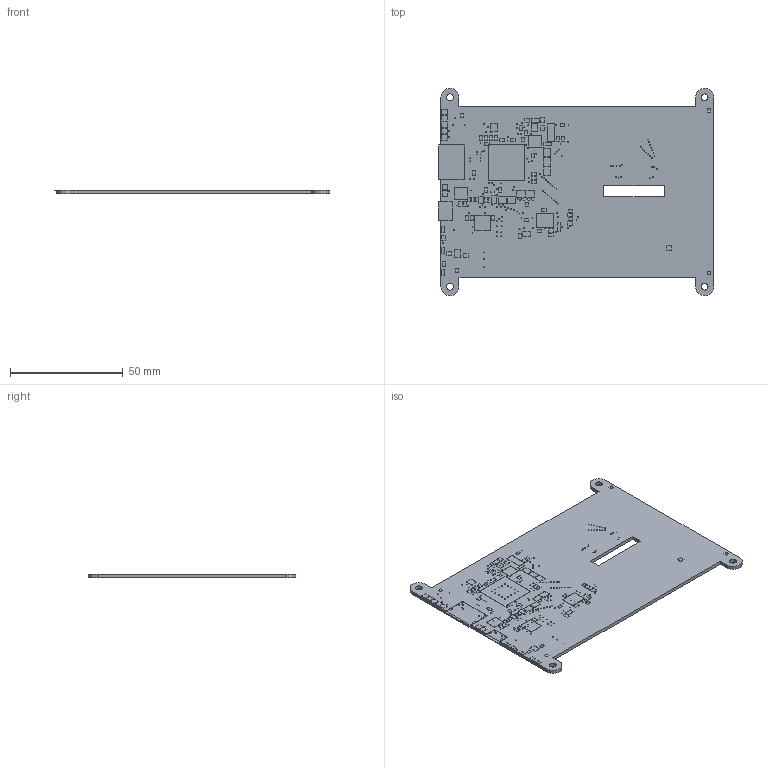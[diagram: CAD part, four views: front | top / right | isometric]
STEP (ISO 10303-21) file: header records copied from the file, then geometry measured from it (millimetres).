
FILE_DESCRIPTION(/* description */ (''),/* implementation_level */ '2;1');
FILE_NAME(/* name */ 'Adafruit 5in HDMI Backpack v2.step',/* time_stamp */ '2019-05-09T20:01:14-04:00',/* author */ ('rdanie14'),/* organization */ (''),/* preprocessor_version */ 'ST-DEVELOPER v18',/* originating_system */ 'Autodesk Translation Framework v8.2.0.1029',/* authorisation */ '');
FILE_SCHEMA (('AUTOMOTIVE_DESIGN { 1 0 10303 214 3 1 1 }'));
Length unit declared in the file: millimetre
Products named in the file (28): Adafruit 5in HDMI Backpack; PCB Component; Board; 47151-0001; TFP401; 1uF; Ferrite; SOLDERJUMPER_ARROW_NOPASTE; MOUNTINGHOLE3.0; FIDUCIAL""; FAN5333BSX; LT1117(3V3); MicroUSB; AR1100; 12MHz; 33; Blue; 15uH; MBR0540; MM3Z24VT1G; BSS138; TFTLCD-KD50G21-40NT-A1; 1X01_SMD_MASKHELD_2X2MM; SOLDERJUMPER_CLOSEDWIRE; 1N4148; 100uF/6V; ADAFRUIT_TEXT_30MM; PCBFEAT-REV-056
Assembly tree (95 placements, depth 3):
  Adafruit 5in HDMI Backpack
    PCB Component
      Board
      47151-0001
      TFP401
      1uF  x33
      Ferrite  x12
      SOLDERJUMPER_ARROW_NOPASTE  x2
      MOUNTINGHOLE3.0  x4
      FIDUCIAL""  x6
      FAN5333BSX  x2
      LT1117(3V3)
      MicroUSB
      AR1100
      12MHz
      33  x7
      Blue  x3
      15uH
      MBR0540
      MM3Z24VT1G
      BSS138
      TFTLCD-KD50G21-40NT-A1
      1X01_SMD_MASKHELD_2X2MM  x7
      SOLDERJUMPER_CLOSEDWIRE  x2
      1N4148
      100uF/6V
      ADAFRUIT_TEXT_30MM
      PCBFEAT-REV-056
Bounding box: 121.85 x 91.8 x 1.67 mm (x, y, z)
Volume: 14515.5 mm3; surface area: 21775.9 mm2
Topology: 88 solids, 88 shells, 771 faces, 1785 edges, 1190 vertices
Faces by surface type: plane 548, cylinder 223
Full cylindrical faces by diameter (mm): 0.4 x192, 0.5 x2, 0.7 x4, 3 x4
Entity records: 14473 total; most frequent: DIRECTION 2459, CARTESIAN_POINT 2179, ORIENTED_EDGE 2010, EDGE_CURVE 1005, AXIS2_PLACEMENT_3D 950, EDGE_LOOP 799, VERTEX_POINT 670, LINE 559
